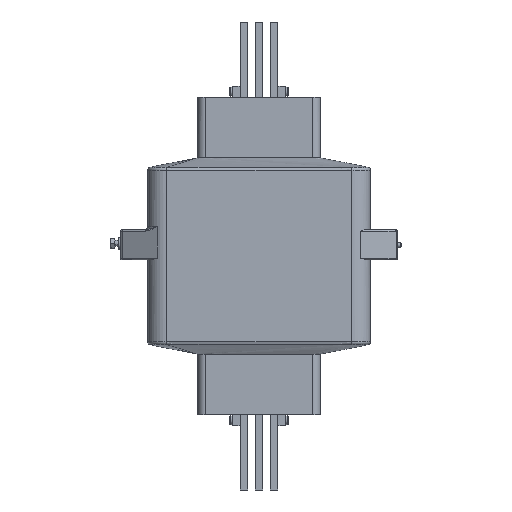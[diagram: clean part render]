
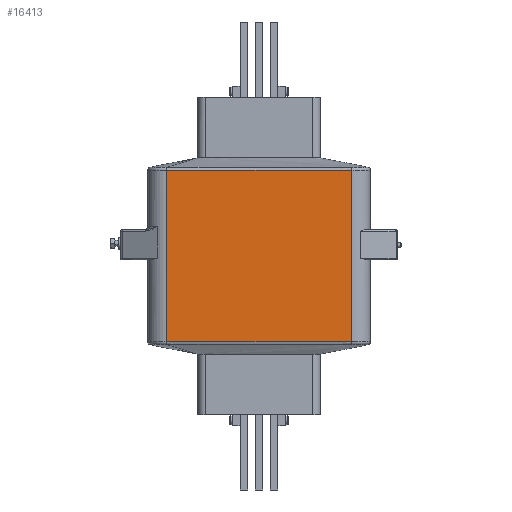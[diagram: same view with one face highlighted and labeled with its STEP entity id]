
A CAD part, left-side view. The second image highlights one B-rep face of the part: STEP entity #16413.
In plain terms, the highlighted planar face has unit normal (-1, 0, 0).
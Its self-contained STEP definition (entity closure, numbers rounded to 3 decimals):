
#122 = CARTESIAN_POINT ( 'NONE',  ( -147.5, -122.5, -247. ) ) ;
#253 = CARTESIAN_POINT ( 'NONE',  ( -147.5, 40.832, -16.329 ) ) ;
#317 = EDGE_CURVE ( 'NONE', #14905, #16267, #6505, .T. ) ;
#398 = CARTESIAN_POINT ( 'NONE',  ( -147.5, 81.666, -16.343 ) ) ;
#405 = CARTESIAN_POINT ( 'NONE',  ( -147.5, -122.5, -16.482 ) ) ;
#474 = FACE_OUTER_BOUND ( 'NONE', #7457, .T. ) ;
#665 = CARTESIAN_POINT ( 'NONE',  ( -147.5, 109.739, -16.361 ) ) ;
#799 = EDGE_CURVE ( 'NONE', #4635, #14905, #18188, .T. ) ;
#1030 = CARTESIAN_POINT ( 'NONE',  ( -147.5, -114.209, -243.702 ) ) ;
#1322 = CARTESIAN_POINT ( 'NONE',  ( -147.5, -122.5, -243.518 ) ) ;
#1454 = CARTESIAN_POINT ( 'NONE',  ( -147.5, -113.571, -243.706 ) ) ;
#2375 = CARTESIAN_POINT ( 'NONE',  ( -147.5, -40.836, -16.311 ) ) ;
#2522 = CARTESIAN_POINT ( 'NONE',  ( -147.5, -113.571, -16.294 ) ) ;
#2688 = EDGE_CURVE ( 'NONE', #4635, #13214, #15362, .T. ) ;
#3176 = CARTESIAN_POINT ( 'NONE',  ( -147.5, 81.666, -243.657 ) ) ;
#3601 = CARTESIAN_POINT ( 'NONE',  ( -147.5, 71.458, -243.66 ) ) ;
#4635 = VERTEX_POINT ( 'NONE', #15717 ) ;
#4780 = CARTESIAN_POINT ( 'NONE',  ( -147.5, -112.295, -16.294 ) ) ;
#4938 = CARTESIAN_POINT ( 'NONE',  ( -147.5, -109.743, -16.294 ) ) ;
#5214 = CARTESIAN_POINT ( 'NONE',  ( -147.5, -102.087, -16.296 ) ) ;
#5584 = CARTESIAN_POINT ( 'NONE',  ( -147.5, -111.657, -243.706 ) ) ;
#5715 = CARTESIAN_POINT ( 'NONE',  ( -147.5, -20.419, -243.685 ) ) ;
#6171 = ORIENTED_EDGE ( 'NONE', *, *, #21068, .T. ) ;
#6505 = LINE ( 'NONE', #122, #17125 ) ;
#6644 = CARTESIAN_POINT ( 'NONE',  ( -147.5, -122.5, -243.518 ) ) ;
#7072 = CARTESIAN_POINT ( 'NONE',  ( -147.5, 116.12, -16.368 ) ) ;
#7352 = CARTESIAN_POINT ( 'NONE',  ( -147.5, -116.123, -16.321 ) ) ;
#7457 = EDGE_LOOP ( 'NONE', ( #16143, #6171, #17924, #20330 ) ) ;
#7565 = CARTESIAN_POINT ( 'NONE',  ( -147.5, -102.087, -243.704 ) ) ;
#7704 = CARTESIAN_POINT ( 'NONE',  ( -147.5, -96.982, -243.703 ) ) ;
#8781 = DIRECTION ( 'NONE',  ( 0., 0., 1. ) ) ;
#8881 = CARTESIAN_POINT ( 'NONE',  ( -147.5, 112.292, -16.363 ) ) ;
#8925 = CARTESIAN_POINT ( 'NONE',  ( -147.5, 122.5, -247. ) ) ;
#9302 = CARTESIAN_POINT ( 'NONE',  ( -147.5, 121.224, -16.375 ) ) ;
#9527 = CARTESIAN_POINT ( 'NONE',  ( -147.5, 121.224, -243.625 ) ) ;
#9666 = CARTESIAN_POINT ( 'NONE',  ( -147.5, -117.398, -243.653 ) ) ;
#9955 = CARTESIAN_POINT ( 'NONE',  ( -147.5, 119.948, -243.625 ) ) ;
#11076 = PLANE ( 'NONE',  #23173 ) ;
#11138 = CARTESIAN_POINT ( 'NONE',  ( -147.5, -122.5, -16.482 ) ) ;
#11275 = CARTESIAN_POINT ( 'NONE',  ( -147.5, -71.461, -16.304 ) ) ;
#11629 = CARTESIAN_POINT ( 'NONE',  ( -147.5, 20.415, -243.676 ) ) ;
#11768 = CARTESIAN_POINT ( 'NONE',  ( -147.5, 109.739, -243.639 ) ) ;
#12027 = CARTESIAN_POINT ( 'NONE',  ( -147.5, -121.225, -243.557 ) ) ;
#13214 = VERTEX_POINT ( 'NONE', #26919 ) ;
#13370 = CARTESIAN_POINT ( 'NONE',  ( -147.5, -108.467, -16.295 ) ) ;
#13515 = CARTESIAN_POINT ( 'NONE',  ( -147.5, 119.948, -16.375 ) ) ;
#14905 = VERTEX_POINT ( 'NONE', #6644 ) ;
#15325 = CARTESIAN_POINT ( 'NONE',  ( -147.5, -81.67, -16.301 ) ) ;
#15362 = LINE ( 'NONE', #8925, #25624 ) ;
#15717 = CARTESIAN_POINT ( 'NONE',  ( -147.5, 122.5, -243.6 ) ) ;
#15749 = CARTESIAN_POINT ( 'NONE',  ( -147.5, -121.225, -16.443 ) ) ;
#16116 = CARTESIAN_POINT ( 'NONE',  ( -147.5, -108.467, -243.705 ) ) ;
#16143 = ORIENTED_EDGE ( 'NONE', *, *, #317, .T. ) ;
#16255 = CARTESIAN_POINT ( 'NONE',  ( -147.5, 112.292, -243.637 ) ) ;
#16267 = VERTEX_POINT ( 'NONE', #405 ) ;
#16413 = ADVANCED_FACE ( 'NONE', ( #474 ), #11076, .F. ) ;
#17125 = VECTOR ( 'NONE', #19421, 1000. ) ;
#17444 = CARTESIAN_POINT ( 'NONE',  ( -147.5, 102.083, -16.354 ) ) ;
#17719 = CARTESIAN_POINT ( 'NONE',  ( -147.5, -20.419, -16.315 ) ) ;
#17924 = ORIENTED_EDGE ( 'NONE', *, *, #2688, .F. ) ;
#18013 = CARTESIAN_POINT ( 'NONE',  ( -147.5, 117.396, -16.37 ) ) ;
#18187 = B_SPLINE_CURVE_WITH_KNOTS ( 'NONE', 3,
 ( #11138, #15749, #24177, #24024, #7352, #26291, #2522, #4780, #19697, #4938, #13370, #5214, #24447, #15325, #11275, #2375, #17719, #26446, #253, #21784, #398, #22074, #17444, #665, #8881, #7072, #18013, #13515, #9302, #20129 ),
 .UNSPECIFIED., .F., .F.,
 ( 4, 2, 2, 2, 2, 2, 2, 2, 2, 2, 2, 2, 2, 2, 4 ),
 ( 0., 0.004, 0.008, 0.01, 0.011, 0.015, 0.031, 0.061, 0.122, 0.184, 0.214, 0.23, 0.237, 0.241, 0.245 ),
 .UNSPECIFIED. ) ;
#18188 = B_SPLINE_CURVE_WITH_KNOTS ( 'NONE', 3,
 ( #26942, #9527, #9955, #24809, #20348, #16255, #11768, #22428, #18645, #3176, #3601, #27209, #11629, #5715, #20479, #20627, #26802, #7704, #7565, #16116, #18509, #5584, #24391, #1454, #1030, #24669, #9666, #18217, #12027, #1322 ),
 .UNSPECIFIED., .F., .F.,
 ( 4, 2, 2, 2, 2, 2, 2, 2, 2, 2, 2, 2, 2, 2, 4 ),
 ( 0., 0.004, 0.008, 0.015, 0.031, 0.061, 0.123, 0.184, 0.214, 0.23, 0.234, 0.235, 0.237, 0.241, 0.245 ),
 .UNSPECIFIED. ) ;
#18217 = CARTESIAN_POINT ( 'NONE',  ( -147.5, -119.949, -243.592 ) ) ;
#18509 = CARTESIAN_POINT ( 'NONE',  ( -147.5, -109.743, -243.706 ) ) ;
#18645 = CARTESIAN_POINT ( 'NONE',  ( -147.5, 96.979, -243.649 ) ) ;
#19421 = DIRECTION ( 'NONE',  ( 0., 0., 1. ) ) ;
#19491 = DIRECTION ( 'NONE',  ( 0., 0., -1. ) ) ;
#19697 = CARTESIAN_POINT ( 'NONE',  ( -147.5, -111.657, -16.294 ) ) ;
#19916 = CARTESIAN_POINT ( 'NONE',  ( -147.5, -122.5, -247. ) ) ;
#20129 = CARTESIAN_POINT ( 'NONE',  ( -147.5, 122.5, -16.4 ) ) ;
#20330 = ORIENTED_EDGE ( 'NONE', *, *, #799, .T. ) ;
#20348 = CARTESIAN_POINT ( 'NONE',  ( -147.5, 116.12, -243.632 ) ) ;
#20479 = CARTESIAN_POINT ( 'NONE',  ( -147.5, -40.836, -243.689 ) ) ;
#20627 = CARTESIAN_POINT ( 'NONE',  ( -147.5, -71.461, -243.696 ) ) ;
#21068 = EDGE_CURVE ( 'NONE', #16267, #13214, #18187, .T. ) ;
#21465 = DIRECTION ( 'NONE',  ( 1., 0., 0. ) ) ;
#21784 = CARTESIAN_POINT ( 'NONE',  ( -147.5, 71.458, -16.34 ) ) ;
#22074 = CARTESIAN_POINT ( 'NONE',  ( -147.5, 96.979, -16.351 ) ) ;
#22428 = CARTESIAN_POINT ( 'NONE',  ( -147.5, 102.083, -243.646 ) ) ;
#23173 = AXIS2_PLACEMENT_3D ( 'NONE', #19916, #21465, #19491 ) ;
#24024 = CARTESIAN_POINT ( 'NONE',  ( -147.5, -117.398, -16.347 ) ) ;
#24177 = CARTESIAN_POINT ( 'NONE',  ( -147.5, -119.949, -16.408 ) ) ;
#24391 = CARTESIAN_POINT ( 'NONE',  ( -147.5, -112.295, -243.706 ) ) ;
#24447 = CARTESIAN_POINT ( 'NONE',  ( -147.5, -96.982, -16.297 ) ) ;
#24669 = CARTESIAN_POINT ( 'NONE',  ( -147.5, -116.123, -243.679 ) ) ;
#24809 = CARTESIAN_POINT ( 'NONE',  ( -147.5, 117.396, -243.63 ) ) ;
#25624 = VECTOR ( 'NONE', #8781, 1000. ) ;
#26291 = CARTESIAN_POINT ( 'NONE',  ( -147.5, -114.209, -16.298 ) ) ;
#26446 = CARTESIAN_POINT ( 'NONE',  ( -147.5, 20.415, -16.324 ) ) ;
#26802 = CARTESIAN_POINT ( 'NONE',  ( -147.5, -81.67, -243.699 ) ) ;
#26919 = CARTESIAN_POINT ( 'NONE',  ( -147.5, 122.5, -16.4 ) ) ;
#26942 = CARTESIAN_POINT ( 'NONE',  ( -147.5, 122.5, -243.6 ) ) ;
#27209 = CARTESIAN_POINT ( 'NONE',  ( -147.5, 40.832, -243.671 ) ) ;
